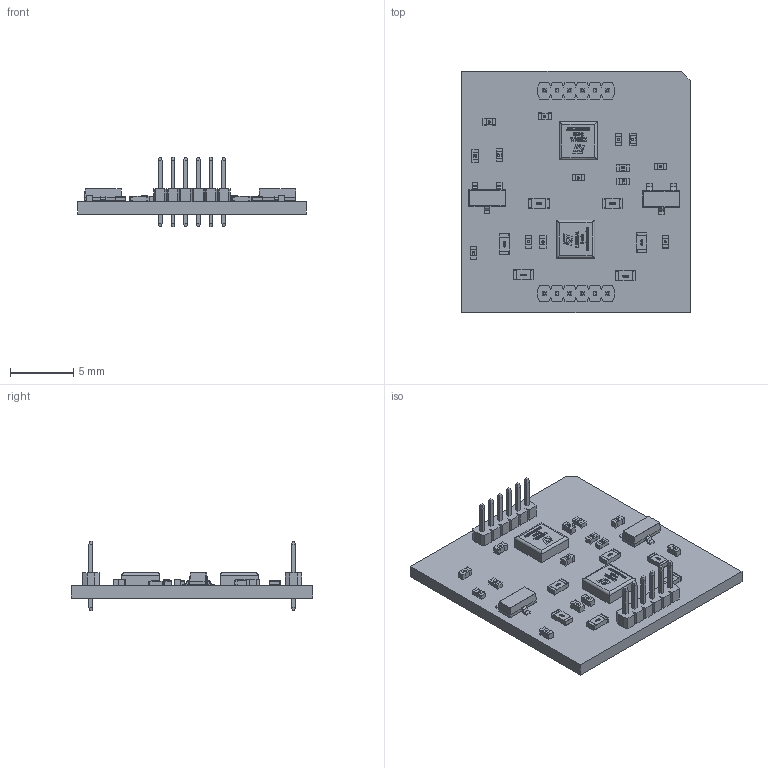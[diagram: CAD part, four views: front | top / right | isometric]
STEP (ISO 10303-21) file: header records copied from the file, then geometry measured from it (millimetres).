
FILE_DESCRIPTION(('Open CASCADE Model'),'2;1');
FILE_NAME('Open CASCADE Shape Model','2021-12-02T23:21:41',('Author'),( 'Open CASCADE'),'Open CASCADE STEP processor 6.8','Open CASCADE 6.8' ,'Unknown');
FILE_SCHEMA(('AUTOMOTIVE_DESIGN { 1 0 10303 214 1 1 1 1 }'));
Length unit declared in the file: millimetre
Products named in the file (38): PCB; Board; Open CASCADE STEP translator 6.8 1.1.1; C5; 0402C; C8; R11; 0402R; C9; C1; C2; C3; C4; C6; Q1; sot23-3; R1; R_0603; LOGO?; R2; R3; R4; R7; R8; U2; LGA16; U1; R5; R6; C7; U3; R9; R10; Free-Models; header_1mm_6p; body; pin
Assembly tree (62 placements, depth 4):
  PCB
    Board
      Open CASCADE STEP translator 6.8 1.1.1
    C5
      0402C
    C8
      0402C
    R11
      0402R
    C9
      0402C
    C1
      0402C
    C2
      0402C
    C3
      0402C
    C4
      0402C
    C6
      0402C
    Q1
      sot23-3
    R1
      R_0603
        R_0603
        LOGO?
    R2
      R_0603
        R_0603
        LOGO?
    R3
      R_0603
        R_0603
        LOGO?
    R4
      R_0603
        R_0603
        LOGO?
    R7
      0402R
    R8
      0402R
    U2
      LGA16
    U1
      LGA16
    R5
      R_0603
        R_0603
        LOGO?
    R6
      R_0603
        R_0603
        LOGO?
    C7
      0402C
    U3
      sot23-3
    R9
Bounding box: 18 x 19 x 5.5 mm (x, y, z)
Volume: 386.6 mm3; surface area: 1097.7 mm2
Topology: 135 solids, 135 shells, 3277 faces, 8136 edges, 5232 vertices
Faces by surface type: plane 1955, bspline 910, cylinder 324, sphere 88
Full cylindrical faces by diameter (mm): 0.5 x12
Entity records: 45223 total; most frequent: CARTESIAN_POINT 19971, ORIENTED_EDGE 4792, DIRECTION 3446, EDGE_CURVE 2396, LINE 1700, VECTOR 1700, VERTEX_POINT 1574, FACE_BOUND 1054
